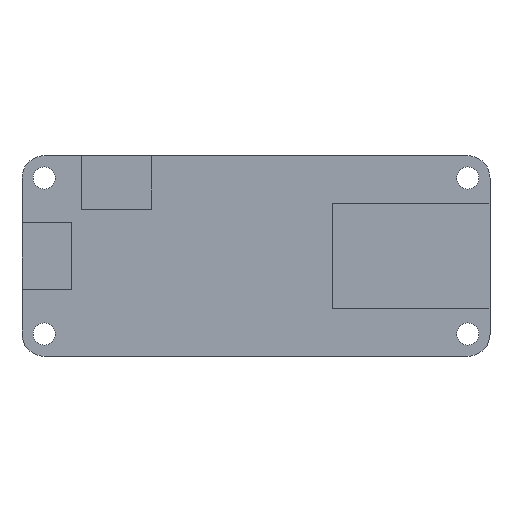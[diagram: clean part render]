
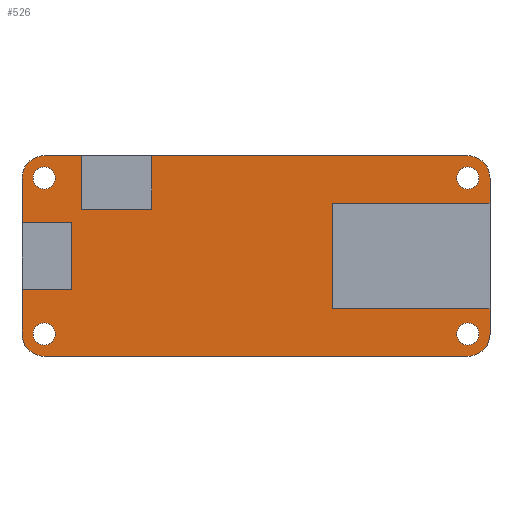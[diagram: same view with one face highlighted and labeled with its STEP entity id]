
A CAD part, top view. The second image highlights one B-rep face of the part: STEP entity #526.
In plain terms, the highlighted planar face has unit normal (0, 0, 1).
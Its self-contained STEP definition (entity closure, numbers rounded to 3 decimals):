
#21=FACE_BOUND('',#87,.T.);
#22=FACE_BOUND('',#88,.T.);
#23=FACE_BOUND('',#89,.T.);
#24=FACE_BOUND('',#90,.T.);
#29=PLANE('',#565);
#54=FACE_OUTER_BOUND('',#86,.T.);
#86=EDGE_LOOP('',(#377,#378,#379,#380,#381,#382,#383,#384));
#87=EDGE_LOOP('',(#385));
#88=EDGE_LOOP('',(#386));
#89=EDGE_LOOP('',(#387));
#90=EDGE_LOOP('',(#388));
#127=LINE('',#776,#183);
#128=LINE('',#780,#184);
#129=LINE('',#784,#185);
#130=LINE('',#787,#186);
#183=VECTOR('',#622,10.);
#184=VECTOR('',#625,10.);
#185=VECTOR('',#628,10.);
#186=VECTOR('',#631,10.);
#237=CIRCLE('',#563,2.54);
#239=CIRCLE('',#566,2.54);
#240=CIRCLE('',#567,2.54);
#241=CIRCLE('',#568,2.54);
#242=CIRCLE('',#569,1.27);
#243=CIRCLE('',#570,1.27);
#244=CIRCLE('',#571,1.27);
#245=CIRCLE('',#572,1.27);
#253=VERTEX_POINT('',#766);
#254=VERTEX_POINT('',#767);
#257=VERTEX_POINT('',#775);
#258=VERTEX_POINT('',#777);
#259=VERTEX_POINT('',#779);
#260=VERTEX_POINT('',#781);
#261=VERTEX_POINT('',#783);
#262=VERTEX_POINT('',#785);
#263=VERTEX_POINT('',#788);
#264=VERTEX_POINT('',#790);
#265=VERTEX_POINT('',#792);
#266=VERTEX_POINT('',#794);
#301=EDGE_CURVE('',#253,#254,#237,.T.);
#305=EDGE_CURVE('',#253,#257,#127,.T.);
#306=EDGE_CURVE('',#258,#257,#239,.T.);
#307=EDGE_CURVE('',#258,#259,#128,.T.);
#308=EDGE_CURVE('',#260,#259,#240,.T.);
#309=EDGE_CURVE('',#260,#261,#129,.T.);
#310=EDGE_CURVE('',#262,#261,#241,.T.);
#311=EDGE_CURVE('',#262,#254,#130,.T.);
#312=EDGE_CURVE('',#263,#263,#242,.T.);
#313=EDGE_CURVE('',#264,#264,#243,.T.);
#314=EDGE_CURVE('',#265,#265,#244,.T.);
#315=EDGE_CURVE('',#266,#266,#245,.T.);
#377=ORIENTED_EDGE('',*,*,#301,.F.);
#378=ORIENTED_EDGE('',*,*,#305,.T.);
#379=ORIENTED_EDGE('',*,*,#306,.F.);
#380=ORIENTED_EDGE('',*,*,#307,.T.);
#381=ORIENTED_EDGE('',*,*,#308,.F.);
#382=ORIENTED_EDGE('',*,*,#309,.T.);
#383=ORIENTED_EDGE('',*,*,#310,.F.);
#384=ORIENTED_EDGE('',*,*,#311,.T.);
#385=ORIENTED_EDGE('',*,*,#312,.T.);
#386=ORIENTED_EDGE('',*,*,#313,.T.);
#387=ORIENTED_EDGE('',*,*,#314,.T.);
#388=ORIENTED_EDGE('',*,*,#315,.T.);
#526=ADVANCED_FACE('',(#54,#21,#22,#23,#24),#29,.T.);
#563=AXIS2_PLACEMENT_3D('',#768,#614,#615);
#565=AXIS2_PLACEMENT_3D('',#774,#620,#621);
#566=AXIS2_PLACEMENT_3D('',#778,#623,#624);
#567=AXIS2_PLACEMENT_3D('',#782,#626,#627);
#568=AXIS2_PLACEMENT_3D('',#786,#629,#630);
#569=AXIS2_PLACEMENT_3D('',#789,#632,#633);
#570=AXIS2_PLACEMENT_3D('',#791,#634,#635);
#571=AXIS2_PLACEMENT_3D('',#793,#636,#637);
#572=AXIS2_PLACEMENT_3D('',#795,#638,#639);
#614=DIRECTION('center_axis',(0.,0.,-1.));
#615=DIRECTION('ref_axis',(0.707,-0.707,0.));
#620=DIRECTION('center_axis',(0.,0.,1.));
#621=DIRECTION('ref_axis',(1.,0.,0.));
#622=DIRECTION('',(0.,1.,0.));
#623=DIRECTION('center_axis',(0.,0.,-1.));
#624=DIRECTION('ref_axis',(0.707,0.707,0.));
#625=DIRECTION('',(-1.,0.,0.));
#626=DIRECTION('center_axis',(0.,0.,-1.));
#627=DIRECTION('ref_axis',(-0.707,0.707,0.));
#628=DIRECTION('',(0.,-1.,0.));
#629=DIRECTION('center_axis',(0.,0.,-1.));
#630=DIRECTION('ref_axis',(-0.707,-0.707,0.));
#631=DIRECTION('',(1.,0.,0.));
#632=DIRECTION('center_axis',(0.,0.,-1.));
#633=DIRECTION('ref_axis',(1.,0.,0.));
#634=DIRECTION('center_axis',(0.,0.,-1.));
#635=DIRECTION('ref_axis',(1.,0.,0.));
#636=DIRECTION('center_axis',(0.,0.,-1.));
#637=DIRECTION('ref_axis',(1.,0.,0.));
#638=DIRECTION('center_axis',(0.,0.,-1.));
#639=DIRECTION('ref_axis',(1.,0.,0.));
#766=CARTESIAN_POINT('',(53.34,2.54,1.6));
#767=CARTESIAN_POINT('',(50.8,0.,1.6));
#768=CARTESIAN_POINT('Origin',(50.8,2.54,1.6));
#774=CARTESIAN_POINT('Origin',(26.67,11.43,1.6));
#775=CARTESIAN_POINT('',(53.34,20.32,1.6));
#776=CARTESIAN_POINT('',(53.34,0.,1.6));
#777=CARTESIAN_POINT('',(50.8,22.86,1.6));
#778=CARTESIAN_POINT('Origin',(50.8,20.32,1.6));
#779=CARTESIAN_POINT('',(2.54,22.86,1.6));
#780=CARTESIAN_POINT('',(53.34,22.86,1.6));
#781=CARTESIAN_POINT('',(0.,20.32,1.6));
#782=CARTESIAN_POINT('Origin',(2.54,20.32,1.6));
#783=CARTESIAN_POINT('',(0.,2.54,1.6));
#784=CARTESIAN_POINT('',(0.,22.86,1.6));
#785=CARTESIAN_POINT('',(2.54,0.,1.6));
#786=CARTESIAN_POINT('Origin',(2.54,2.54,1.6));
#787=CARTESIAN_POINT('',(0.,0.,1.6));
#788=CARTESIAN_POINT('',(49.53,20.32,1.6));
#789=CARTESIAN_POINT('Origin',(50.8,20.32,1.6));
#790=CARTESIAN_POINT('',(49.53,2.54,1.6));
#791=CARTESIAN_POINT('Origin',(50.8,2.54,1.6));
#792=CARTESIAN_POINT('',(1.27,2.54,1.6));
#793=CARTESIAN_POINT('Origin',(2.54,2.54,1.6));
#794=CARTESIAN_POINT('',(1.27,20.32,1.6));
#795=CARTESIAN_POINT('Origin',(2.54,20.32,1.6));
